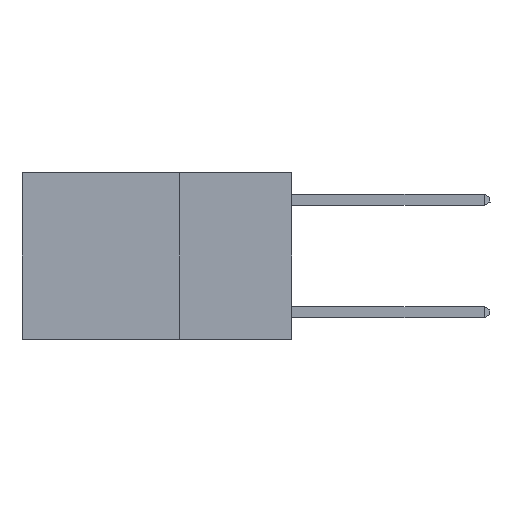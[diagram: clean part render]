
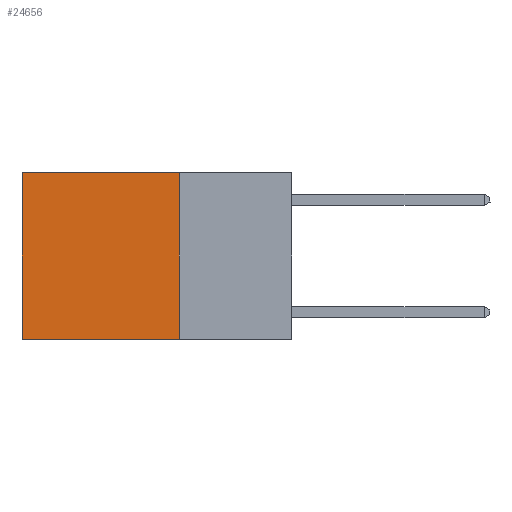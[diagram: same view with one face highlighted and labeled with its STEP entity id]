
A CAD part, left-side view. The second image highlights one B-rep face of the part: STEP entity #24656.
In plain terms, the highlighted planar face has unit normal (-1, 0, 0).
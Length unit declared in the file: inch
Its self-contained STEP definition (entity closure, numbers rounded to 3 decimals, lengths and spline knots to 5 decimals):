
#847 = EDGE_LOOP ( 'NONE', ( #21345, #23002, #6046, #16902 ) ) ;
#1568 = DIRECTION ( 'NONE',  ( 0., 1., 0. ) ) ;
#2402 = VECTOR ( 'NONE', #18146, 39.37008 ) ;
#2448 = EDGE_CURVE ( 'NONE', #2674, #23710, #5763, .T. ) ;
#2674 = VERTEX_POINT ( 'NONE', #10609 ) ;
#2758 = VECTOR ( 'NONE', #23929, 39.37008 ) ;
#2922 = CARTESIAN_POINT ( 'NONE',  ( 0.2625, 0.25, 0. ) ) ;
#5763 = LINE ( 'NONE', #13533, #19192 ) ;
#5947 = CARTESIAN_POINT ( 'NONE',  ( 0.2625, 0.25, -0.37 ) ) ;
#6046 = ORIENTED_EDGE ( 'NONE', *, *, #12356, .F. ) ;
#6729 = CARTESIAN_POINT ( 'NONE',  ( 0.2625, 0.6, -0.37 ) ) ;
#8100 = LINE ( 'NONE', #21711, #2758 ) ;
#8187 = CARTESIAN_POINT ( 'NONE',  ( 0.2625, 0.25, 0. ) ) ;
#9695 = DIRECTION ( 'NONE',  ( 0., 1., 0. ) ) ;
#9992 = VERTEX_POINT ( 'NONE', #20690 ) ;
#10229 = VECTOR ( 'NONE', #9695, 39.37008 ) ;
#10278 = FACE_OUTER_BOUND ( 'NONE', #847, .T. ) ;
#10609 = CARTESIAN_POINT ( 'NONE',  ( 0.2625, 0.25, 0. ) ) ;
#11683 = VERTEX_POINT ( 'NONE', #6729 ) ;
#12356 = EDGE_CURVE ( 'NONE', #2674, #9992, #16470, .T. ) ;
#13533 = CARTESIAN_POINT ( 'NONE',  ( 0.2625, 0.25, 0. ) ) ;
#14601 = LINE ( 'NONE', #5947, #10229 ) ;
#15356 = DIRECTION ( 'NONE',  ( 1., 0., 0. ) ) ;
#16470 = LINE ( 'NONE', #8187, #2402 ) ;
#16902 = ORIENTED_EDGE ( 'NONE', *, *, #2448, .T. ) ;
#17522 = DIRECTION ( 'NONE',  ( 0., 0., -1. ) ) ;
#17776 = EDGE_CURVE ( 'NONE', #9992, #11683, #14601, .T. ) ;
#18146 = DIRECTION ( 'NONE',  ( 0., 0., -1. ) ) ;
#18701 = CARTESIAN_POINT ( 'NONE',  ( 0.2625, 0.6, 0. ) ) ;
#19192 = VECTOR ( 'NONE', #1568, 39.37008 ) ;
#20690 = CARTESIAN_POINT ( 'NONE',  ( 0.2625, 0.25, -0.37 ) ) ;
#21345 = ORIENTED_EDGE ( 'NONE', *, *, #24841, .T. ) ;
#21711 = CARTESIAN_POINT ( 'NONE',  ( 0.2625, 0.6, 0. ) ) ;
#22342 = AXIS2_PLACEMENT_3D ( 'NONE', #2922, #15356, #17522 ) ;
#23002 = ORIENTED_EDGE ( 'NONE', *, *, #17776, .F. ) ;
#23238 = PLANE ( 'NONE',  #22342 ) ;
#23710 = VERTEX_POINT ( 'NONE', #18701 ) ;
#23929 = DIRECTION ( 'NONE',  ( 0., 0., -1. ) ) ;
#24656 = ADVANCED_FACE ( 'NONE', ( #10278 ), #23238, .F. ) ;
#24841 = EDGE_CURVE ( 'NONE', #23710, #11683, #8100, .T. ) ;
